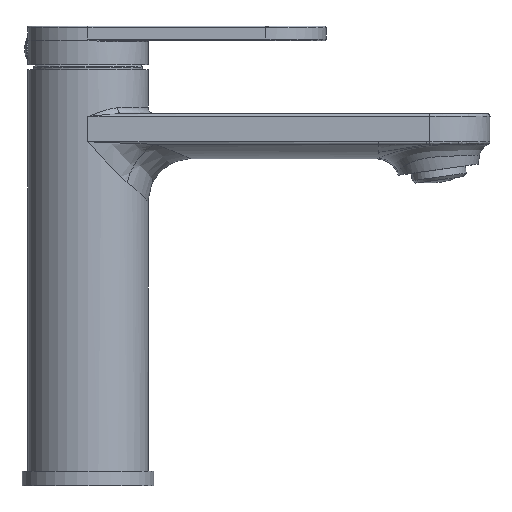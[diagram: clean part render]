
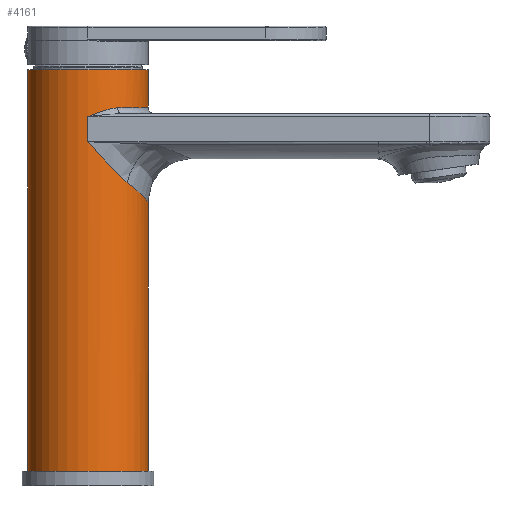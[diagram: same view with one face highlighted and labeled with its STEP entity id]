
A CAD part, top view. The second image highlights one B-rep face of the part: STEP entity #4161.
In plain terms, the highlighted cylindrical face has radius 21 mm (diameter 42 mm), a partial arc.
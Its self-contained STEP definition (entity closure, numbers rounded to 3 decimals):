
#37=CARTESIAN_POINT('',(21.,93.491,0.));
#39=CARTESIAN_POINT('',(21.,93.491,0.));
#40=CARTESIAN_POINT('',(21.,93.491,0.835));
#41=CARTESIAN_POINT('',(20.901,93.602,2.574));
#42=CARTESIAN_POINT('',(20.371,94.159,5.375));
#43=CARTESIAN_POINT('',(19.408,95.117,8.212));
#44=CARTESIAN_POINT('',(17.991,96.481,10.987));
#45=CARTESIAN_POINT('',(16.095,98.211,13.623));
#46=CARTESIAN_POINT('',(14.513,99.518,15.222));
#47=CARTESIAN_POINT('',(13.631,100.189,15.975));
#93=DIRECTION('',(0.,1.,0.));
#94=VECTOR('',#93,13.309);
#95=CARTESIAN_POINT('',(21.,126.191,0.));
#96=LINE('',#95,#94);
#97=DIRECTION('',(0.,-1.,0.));
#98=VECTOR('',#97,140.);
#99=CARTESIAN_POINT('',(-21.,139.5,0.));
#100=LINE('',#99,#98);
#492=CARTESIAN_POINT('',(0.,114.383,21.));
#510=CARTESIAN_POINT('',(0.,114.383,21.));
#511=CARTESIAN_POINT('',(2.312,111.74,21.));
#512=CARTESIAN_POINT('',(6.93,106.468,20.253));
#513=CARTESIAN_POINT('',(11.475,101.83,17.815));
#514=CARTESIAN_POINT('',(13.631,100.189,15.975));
#516=DIRECTION('',(0.,-1.,0.));
#517=VECTOR('',#516,93.991);
#518=CARTESIAN_POINT('',(21.,93.491,0.));
#519=LINE('',#518,#517);
#520=DIRECTION('',(0.,-1.,0.));
#521=VECTOR('',#520,8.808);
#522=CARTESIAN_POINT('',(0.,123.191,21.));
#523=LINE('',#522,#521);
#529=CARTESIAN_POINT('',(0.,-0.5,0.));
#530=DIRECTION('',(0.,1.,0.));
#531=DIRECTION('',(-1.,0.,0.));
#532=AXIS2_PLACEMENT_3D('',#529,#530,#531);
#539=CARTESIAN_POINT('',(0.,139.5,0.));
#540=DIRECTION('',(0.,-1.,0.));
#541=DIRECTION('',(1.,0.,0.));
#542=AXIS2_PLACEMENT_3D('',#539,#540,#541);
#544=CARTESIAN_POINT('',(0.,126.191,0.));
#545=DIRECTION('',(0.,1.,0.));
#546=DIRECTION('',(0.494,0.,0.87));
#547=AXIS2_PLACEMENT_3D('',#544,#545,#546);
#667=CARTESIAN_POINT('',(0.,123.191,21.));
#668=CARTESIAN_POINT('',(0.872,123.542,21.));
#669=CARTESIAN_POINT('',(2.554,124.196,20.891));
#670=CARTESIAN_POINT('',(4.855,125.038,20.473));
#671=CARTESIAN_POINT('',(6.942,125.698,19.856));
#672=CARTESIAN_POINT('',(8.797,126.105,19.101));
#673=CARTESIAN_POINT('',(9.871,126.192,18.544));
#674=CARTESIAN_POINT('',(10.37,126.191,18.261));
#2186=VERTEX_POINT('',#37);
#2187=VERTEX_POINT('',#47);
#2193=CARTESIAN_POINT('',(21.,126.191,0.));
#2194=VERTEX_POINT('',#2193);
#2195=CARTESIAN_POINT('',(21.,139.5,0.));
#2196=VERTEX_POINT('',#2195);
#2197=CARTESIAN_POINT('',(-21.,139.5,0.));
#2198=VERTEX_POINT('',#2197);
#2199=CARTESIAN_POINT('',(-21.,-0.5,0.));
#2200=VERTEX_POINT('',#2199);
#2201=CARTESIAN_POINT('',(21.,-0.5,0.));
#2202=VERTEX_POINT('',#2201);
#2228=VERTEX_POINT('',#492);
#2229=CARTESIAN_POINT('',(10.37,126.191,18.261));
#2230=VERTEX_POINT('',#2229);
#2231=VERTEX_POINT('',#667);
#4139=CARTESIAN_POINT('',(0.,-7.325,0.));
#4140=DIRECTION('',(0.,1.,0.));
#4141=DIRECTION('',(1.,0.,0.));
#4142=AXIS2_PLACEMENT_3D('',#4139,#4140,#4141);
#4143=CYLINDRICAL_SURFACE('',#4142,21.);
#4144=ORIENTED_EDGE('',*,*,#4134,.T.);
#4145=ORIENTED_EDGE('',*,*,#2481,.F.);
#4146=ORIENTED_EDGE('',*,*,#2628,.T.);
#4148=ORIENTED_EDGE('',*,*,#4147,.F.);
#4149=ORIENTED_EDGE('',*,*,#2624,.F.);
#4151=ORIENTED_EDGE('',*,*,#4150,.F.);
#4152=ORIENTED_EDGE('',*,*,#2620,.F.);
#4154=ORIENTED_EDGE('',*,*,#4153,.F.);
#4156=ORIENTED_EDGE('',*,*,#4155,.F.);
#4158=ORIENTED_EDGE('',*,*,#4157,.T.);
#4159=EDGE_LOOP('',(#4144,#4145,#4146,#4148,#4149,#4151,#4152,#4154,#4156,
#4158));
#4160=FACE_OUTER_BOUND('',#4159,.F.);
#48=B_SPLINE_CURVE_WITH_KNOTS('',3,(#39,#40,#41,#42,#43,#44,#45,#46,#47),
.UNSPECIFIED.,.F.,.F.,(4,1,1,1,1,1,4),(0.,0.167,0.333,
0.5,0.667,0.833,1.),.UNSPECIFIED.);
#515=B_SPLINE_CURVE_WITH_KNOTS('',3,(#510,#511,#512,#513,#514),.UNSPECIFIED.,
.F.,.F.,(4,1,4),(0.,0.5,1.),.UNSPECIFIED.);
#533=CIRCLE('',#532,21.);
#543=CIRCLE('',#542,21.);
#548=CIRCLE('',#547,21.);
#675=B_SPLINE_CURVE_WITH_KNOTS('',3,(#667,#668,#669,#670,#671,#672,#673,#674),
.UNSPECIFIED.,.F.,.F.,(4,1,1,1,1,4),(0.,0.2,0.4,0.6,0.8,1.),
.UNSPECIFIED.);
#2481=EDGE_CURVE('',#2186,#2187,#48,.T.);
#2620=EDGE_CURVE('',#2194,#2196,#96,.T.);
#2624=EDGE_CURVE('',#2198,#2200,#100,.T.);
#2628=EDGE_CURVE('',#2186,#2202,#519,.T.);
#4134=EDGE_CURVE('',#2228,#2187,#515,.T.);
#4147=EDGE_CURVE('',#2200,#2202,#533,.T.);
#4150=EDGE_CURVE('',#2196,#2198,#543,.T.);
#4153=EDGE_CURVE('',#2230,#2194,#548,.T.);
#4155=EDGE_CURVE('',#2231,#2230,#675,.T.);
#4157=EDGE_CURVE('',#2231,#2228,#523,.T.);
#4161=ADVANCED_FACE('',(#4160),#4143,.T.);
